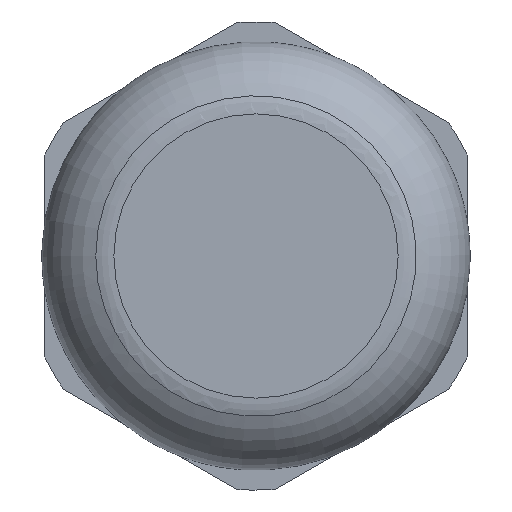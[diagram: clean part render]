
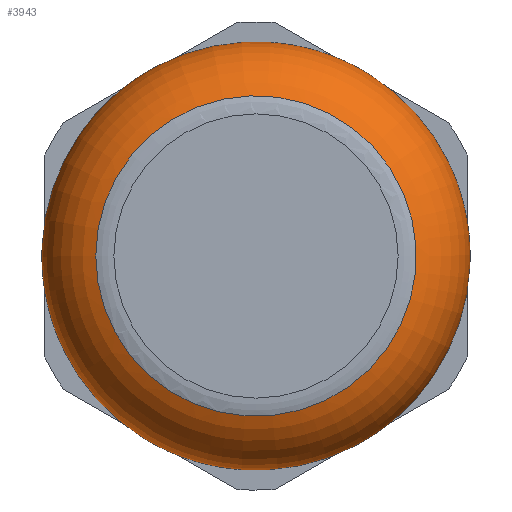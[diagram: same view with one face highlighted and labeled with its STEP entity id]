
A CAD part, left-side view. The second image highlights one B-rep face of the part: STEP entity #3943.
In plain terms, the highlighted toroidal (fillet/blend) face has major radius 5.197 mm and minor radius 3.403 mm.
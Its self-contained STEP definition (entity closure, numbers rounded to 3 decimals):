
#84=FACE_BOUND('',#1253,.T.);
#1018=FACE_OUTER_BOUND('',#1252,.T.);
#1252=EDGE_LOOP('',(#3257,#3258,#3259,#3260,#3261,#3262,#3263,#3264,#3265,
#3266,#3267,#3268,#3269,#3270,#3271,#3272,#3273,#3274,#3275,#3276,#3277,
#3278,#3279,#3280));
#1253=EDGE_LOOP('',(#3281));
#1511=CIRCLE('',#4247,8.6);
#1512=CIRCLE('',#4250,8.6);
#1513=CIRCLE('',#4254,8.6);
#1514=CIRCLE('',#4257,8.6);
#1515=CIRCLE('',#4260,8.6);
#1516=CIRCLE('',#4262,8.6);
#1517=CIRCLE('',#4265,8.6);
#1518=CIRCLE('',#4268,8.6);
#1519=CIRCLE('',#4271,8.6);
#1520=CIRCLE('',#4274,8.6);
#1521=CIRCLE('',#4277,8.6);
#1522=CIRCLE('',#4280,8.6);
#1524=CIRCLE('',#4283,8.6);
#1526=CIRCLE('',#4286,8.6);
#1528=CIRCLE('',#4289,8.6);
#1529=CIRCLE('',#4291,8.6);
#1531=CIRCLE('',#4294,8.6);
#1533=CIRCLE('',#4297,8.6);
#1535=CIRCLE('',#4300,8.6);
#1538=CIRCLE('',#4304,8.6);
#1539=CIRCLE('',#4306,8.6);
#1542=CIRCLE('',#4310,8.6);
#1543=CIRCLE('',#4312,8.6);
#1546=CIRCLE('',#4316,8.6);
#1565=CIRCLE('',#4402,6.435);
#1728=VERTEX_POINT('',#6087);
#1801=VERTEX_POINT('',#6239);
#1805=VERTEX_POINT('',#6251);
#1809=VERTEX_POINT('',#6263);
#1813=VERTEX_POINT('',#6275);
#1817=VERTEX_POINT('',#6287);
#1821=VERTEX_POINT('',#6299);
#1825=VERTEX_POINT('',#6311);
#1829=VERTEX_POINT('',#6323);
#1833=VERTEX_POINT('',#6335);
#1837=VERTEX_POINT('',#6347);
#1842=VERTEX_POINT('',#6361);
#1844=VERTEX_POINT('',#6367);
#1846=VERTEX_POINT('',#6375);
#1848=VERTEX_POINT('',#6383);
#1849=VERTEX_POINT('',#6387);
#1852=VERTEX_POINT('',#6397);
#1854=VERTEX_POINT('',#6405);
#1856=VERTEX_POINT('',#6415);
#1858=VERTEX_POINT('',#6423);
#1860=VERTEX_POINT('',#6431);
#1862=VERTEX_POINT('',#6439);
#1864=VERTEX_POINT('',#6447);
#1866=VERTEX_POINT('',#6455);
#1903=VERTEX_POINT('',#6653);
#2271=EDGE_CURVE('',#1844,#1833,#1511,.T.);
#2275=EDGE_CURVE('',#1846,#1825,#1512,.T.);
#2282=EDGE_CURVE('',#1848,#1849,#1513,.T.);
#2286=EDGE_CURVE('',#1852,#1728,#1514,.T.);
#2290=EDGE_CURVE('',#1854,#1805,#1515,.T.);
#2291=EDGE_CURVE('',#1842,#1813,#1516,.T.);
#2295=EDGE_CURVE('',#1856,#1809,#1517,.T.);
#2299=EDGE_CURVE('',#1858,#1801,#1518,.T.);
#2303=EDGE_CURVE('',#1860,#1817,#1519,.T.);
#2307=EDGE_CURVE('',#1862,#1821,#1520,.T.);
#2311=EDGE_CURVE('',#1864,#1829,#1521,.T.);
#2315=EDGE_CURVE('',#1866,#1837,#1522,.T.);
#2317=EDGE_CURVE('',#1837,#1860,#1524,.T.);
#2319=EDGE_CURVE('',#1829,#1858,#1526,.T.);
#2321=EDGE_CURVE('',#1821,#1856,#1528,.T.);
#2322=EDGE_CURVE('',#1813,#1862,#1529,.T.);
#2324=EDGE_CURVE('',#1805,#1864,#1531,.T.);
#2326=EDGE_CURVE('',#1728,#1866,#1533,.T.);
#2328=EDGE_CURVE('',#1849,#1842,#1535,.T.);
#2331=EDGE_CURVE('',#1817,#1848,#1538,.T.);
#2332=EDGE_CURVE('',#1825,#1854,#1539,.T.);
#2335=EDGE_CURVE('',#1809,#1846,#1542,.T.);
#2336=EDGE_CURVE('',#1833,#1852,#1543,.T.);
#2339=EDGE_CURVE('',#1801,#1844,#1546,.T.);
#2412=EDGE_CURVE('',#1903,#1903,#1565,.T.);
#3257=ORIENTED_EDGE('',*,*,#2315,.F.);
#3258=ORIENTED_EDGE('',*,*,#2326,.F.);
#3259=ORIENTED_EDGE('',*,*,#2286,.F.);
#3260=ORIENTED_EDGE('',*,*,#2336,.F.);
#3261=ORIENTED_EDGE('',*,*,#2271,.F.);
#3262=ORIENTED_EDGE('',*,*,#2339,.F.);
#3263=ORIENTED_EDGE('',*,*,#2299,.F.);
#3264=ORIENTED_EDGE('',*,*,#2319,.F.);
#3265=ORIENTED_EDGE('',*,*,#2311,.F.);
#3266=ORIENTED_EDGE('',*,*,#2324,.F.);
#3267=ORIENTED_EDGE('',*,*,#2290,.F.);
#3268=ORIENTED_EDGE('',*,*,#2332,.F.);
#3269=ORIENTED_EDGE('',*,*,#2275,.F.);
#3270=ORIENTED_EDGE('',*,*,#2335,.F.);
#3271=ORIENTED_EDGE('',*,*,#2295,.F.);
#3272=ORIENTED_EDGE('',*,*,#2321,.F.);
#3273=ORIENTED_EDGE('',*,*,#2307,.F.);
#3274=ORIENTED_EDGE('',*,*,#2322,.F.);
#3275=ORIENTED_EDGE('',*,*,#2291,.F.);
#3276=ORIENTED_EDGE('',*,*,#2328,.F.);
#3277=ORIENTED_EDGE('',*,*,#2282,.F.);
#3278=ORIENTED_EDGE('',*,*,#2331,.F.);
#3279=ORIENTED_EDGE('',*,*,#2303,.F.);
#3280=ORIENTED_EDGE('',*,*,#2317,.F.);
#3281=ORIENTED_EDGE('',*,*,#2412,.F.);
#3806=TOROIDAL_SURFACE('',#4401,5.197,3.403);
#3943=ADVANCED_FACE('',(#1018,#84),#3806,.T.);
#4247=AXIS2_PLACEMENT_3D('',#6371,#5026,#5027);
#4250=AXIS2_PLACEMENT_3D('',#6379,#5035,#5036);
#4254=AXIS2_PLACEMENT_3D('',#6393,#5049,#5050);
#4257=AXIS2_PLACEMENT_3D('',#6401,#5058,#5059);
#4260=AXIS2_PLACEMENT_3D('',#6409,#5067,#5068);
#4262=AXIS2_PLACEMENT_3D('',#6411,#5071,#5072);
#4265=AXIS2_PLACEMENT_3D('',#6419,#5080,#5081);
#4268=AXIS2_PLACEMENT_3D('',#6427,#5089,#5090);
#4271=AXIS2_PLACEMENT_3D('',#6435,#5098,#5099);
#4274=AXIS2_PLACEMENT_3D('',#6443,#5107,#5108);
#4277=AXIS2_PLACEMENT_3D('',#6451,#5116,#5117);
#4280=AXIS2_PLACEMENT_3D('',#6459,#5125,#5126);
#4283=AXIS2_PLACEMENT_3D('',#6462,#5131,#5132);
#4286=AXIS2_PLACEMENT_3D('',#6465,#5137,#5138);
#4289=AXIS2_PLACEMENT_3D('',#6468,#5143,#5144);
#4291=AXIS2_PLACEMENT_3D('',#6470,#5147,#5148);
#4294=AXIS2_PLACEMENT_3D('',#6473,#5153,#5154);
#4297=AXIS2_PLACEMENT_3D('',#6476,#5159,#5160);
#4300=AXIS2_PLACEMENT_3D('',#6479,#5165,#5166);
#4304=AXIS2_PLACEMENT_3D('',#6483,#5173,#5174);
#4306=AXIS2_PLACEMENT_3D('',#6485,#5177,#5178);
#4310=AXIS2_PLACEMENT_3D('',#6489,#5185,#5186);
#4312=AXIS2_PLACEMENT_3D('',#6491,#5189,#5190);
#4316=AXIS2_PLACEMENT_3D('',#6495,#5197,#5198);
#4401=AXIS2_PLACEMENT_3D('',#6652,#5403,#5404);
#4402=AXIS2_PLACEMENT_3D('',#6654,#5405,#5406);
#5026=DIRECTION('center_axis',(1.,0.,0.));
#5027=DIRECTION('ref_axis',(0.,0.,-1.));
#5035=DIRECTION('center_axis',(1.,0.,0.));
#5036=DIRECTION('ref_axis',(0.,0.,-1.));
#5049=DIRECTION('center_axis',(1.,0.,0.));
#5050=DIRECTION('ref_axis',(0.,0.,-1.));
#5058=DIRECTION('center_axis',(1.,0.,0.));
#5059=DIRECTION('ref_axis',(0.,0.,-1.));
#5067=DIRECTION('center_axis',(1.,0.,0.));
#5068=DIRECTION('ref_axis',(0.,0.,-1.));
#5071=DIRECTION('center_axis',(1.,0.,0.));
#5072=DIRECTION('ref_axis',(0.,0.,-1.));
#5080=DIRECTION('center_axis',(1.,0.,0.));
#5081=DIRECTION('ref_axis',(0.,0.,-1.));
#5089=DIRECTION('center_axis',(1.,0.,0.));
#5090=DIRECTION('ref_axis',(0.,0.,-1.));
#5098=DIRECTION('center_axis',(1.,0.,0.));
#5099=DIRECTION('ref_axis',(0.,0.,-1.));
#5107=DIRECTION('center_axis',(1.,0.,0.));
#5108=DIRECTION('ref_axis',(0.,0.,-1.));
#5116=DIRECTION('center_axis',(1.,0.,0.));
#5117=DIRECTION('ref_axis',(0.,0.,-1.));
#5125=DIRECTION('center_axis',(1.,0.,0.));
#5126=DIRECTION('ref_axis',(0.,0.,-1.));
#5131=DIRECTION('center_axis',(1.,0.,0.));
#5132=DIRECTION('ref_axis',(0.,0.,-1.));
#5137=DIRECTION('center_axis',(1.,0.,0.));
#5138=DIRECTION('ref_axis',(0.,0.,-1.));
#5143=DIRECTION('center_axis',(1.,0.,0.));
#5144=DIRECTION('ref_axis',(0.,0.,-1.));
#5147=DIRECTION('center_axis',(1.,0.,0.));
#5148=DIRECTION('ref_axis',(0.,0.,-1.));
#5153=DIRECTION('center_axis',(1.,0.,0.));
#5154=DIRECTION('ref_axis',(0.,0.,-1.));
#5159=DIRECTION('center_axis',(1.,0.,0.));
#5160=DIRECTION('ref_axis',(0.,0.,-1.));
#5165=DIRECTION('center_axis',(1.,0.,0.));
#5166=DIRECTION('ref_axis',(0.,0.,-1.));
#5173=DIRECTION('center_axis',(1.,0.,0.));
#5174=DIRECTION('ref_axis',(0.,0.,-1.));
#5177=DIRECTION('center_axis',(1.,0.,0.));
#5178=DIRECTION('ref_axis',(0.,0.,-1.));
#5185=DIRECTION('center_axis',(1.,0.,0.));
#5186=DIRECTION('ref_axis',(0.,0.,-1.));
#5189=DIRECTION('center_axis',(1.,0.,0.));
#5190=DIRECTION('ref_axis',(0.,0.,-1.));
#5197=DIRECTION('center_axis',(1.,0.,0.));
#5198=DIRECTION('ref_axis',(0.,0.,-1.));
#5403=DIRECTION('center_axis',(1.,0.,0.));
#5404=DIRECTION('ref_axis',(0.,0.,-1.));
#5405=DIRECTION('center_axis',(-1.,0.,0.));
#5406=DIRECTION('ref_axis',(0.,-1.,0.));
#6087=CARTESIAN_POINT('',(-0.8,8.211,-2.558));
#6239=CARTESIAN_POINT('',(-0.8,1.89,-8.39));
#6251=CARTESIAN_POINT('',(-0.8,-6.321,-5.832));
#6263=CARTESIAN_POINT('',(-0.8,-8.211,2.558));
#6275=CARTESIAN_POINT('',(-0.8,-1.89,8.39));
#6287=CARTESIAN_POINT('',(-0.8,6.321,5.832));
#6299=CARTESIAN_POINT('',(-0.8,-4.651,7.234));
#6311=CARTESIAN_POINT('',(-0.8,-8.59,-0.411));
#6323=CARTESIAN_POINT('',(-0.8,-3.939,-7.645));
#6335=CARTESIAN_POINT('',(-0.8,4.651,-7.234));
#6347=CARTESIAN_POINT('',(-0.8,8.59,0.411));
#6361=CARTESIAN_POINT('',(-0.8,-0.59,8.58));
#6367=CARTESIAN_POINT('',(-0.8,3.51,-7.851));
#6371=CARTESIAN_POINT('Origin',(-0.8,0.,
0.));
#6375=CARTESIAN_POINT('',(-0.8,-8.554,0.886));
#6379=CARTESIAN_POINT('Origin',(-0.8,0.,
0.));
#6383=CARTESIAN_POINT('',(-0.8,5.044,6.965));
#6387=CARTESIAN_POINT('',(-0.8,3.939,7.645));
#6393=CARTESIAN_POINT('Origin',(-0.8,0.,
0.));
#6397=CARTESIAN_POINT('',(-0.8,7.725,-3.779));
#6401=CARTESIAN_POINT('Origin',(-0.8,0.,
0.));
#6405=CARTESIAN_POINT('',(-0.8,-7.135,-4.801));
#6409=CARTESIAN_POINT('Origin',(-0.8,0.,
0.));
#6411=CARTESIAN_POINT('Origin',(-0.8,0.,
0.));
#6415=CARTESIAN_POINT('',(-0.8,-7.725,3.779));
#6419=CARTESIAN_POINT('Origin',(-0.8,0.,
0.));
#6423=CARTESIAN_POINT('',(-0.8,0.59,-8.58));
#6427=CARTESIAN_POINT('Origin',(-0.8,0.,
0.));
#6431=CARTESIAN_POINT('',(-0.8,7.135,4.801));
#6435=CARTESIAN_POINT('Origin',(-0.8,0.,
0.));
#6439=CARTESIAN_POINT('',(-0.8,-3.51,7.851));
#6443=CARTESIAN_POINT('Origin',(-0.8,0.,
0.));
#6447=CARTESIAN_POINT('',(-0.8,-5.044,-6.965));
#6451=CARTESIAN_POINT('Origin',(-0.8,0.,
0.));
#6455=CARTESIAN_POINT('',(-0.8,8.554,-0.886));
#6459=CARTESIAN_POINT('Origin',(-0.8,0.,
0.));
#6462=CARTESIAN_POINT('Origin',(-0.8,0.,
0.));
#6465=CARTESIAN_POINT('Origin',(-0.8,0.,
0.));
#6468=CARTESIAN_POINT('Origin',(-0.8,0.,
0.));
#6470=CARTESIAN_POINT('Origin',(-0.8,0.,
0.));
#6473=CARTESIAN_POINT('Origin',(-0.8,0.,
0.));
#6476=CARTESIAN_POINT('Origin',(-0.8,0.,
0.));
#6479=CARTESIAN_POINT('Origin',(-0.8,0.,
0.));
#6483=CARTESIAN_POINT('Origin',(-0.8,0.,
0.));
#6485=CARTESIAN_POINT('Origin',(-0.8,0.,
0.));
#6489=CARTESIAN_POINT('Origin',(-0.8,0.,
0.));
#6491=CARTESIAN_POINT('Origin',(-0.8,0.,
0.));
#6495=CARTESIAN_POINT('Origin',(-0.8,0.,
0.));
#6652=CARTESIAN_POINT('Origin',(-0.813,0.,
0.));
#6653=CARTESIAN_POINT('',(-3.983,6.435,0.));
#6654=CARTESIAN_POINT('Origin',(-3.983,0.,
0.));
